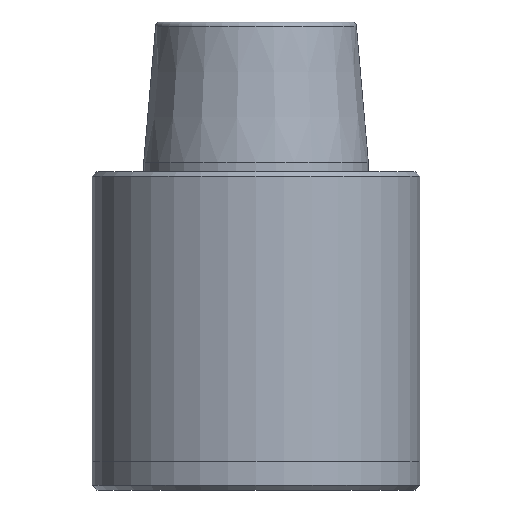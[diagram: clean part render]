
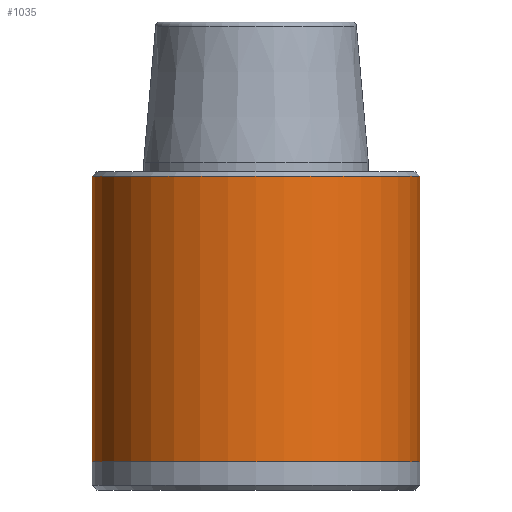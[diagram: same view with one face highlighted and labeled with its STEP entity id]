
A CAD part, front view. The second image highlights one B-rep face of the part: STEP entity #1035.
In plain terms, the highlighted cylindrical face has radius 17.5 mm (diameter 35 mm), a partial arc.
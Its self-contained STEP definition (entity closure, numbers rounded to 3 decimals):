
#80 = LINE ( 'NONE', #428, #810 ) ;
#119 = DIRECTION ( 'NONE',  ( 0., 0., 1. ) ) ;
#141 = ORIENTED_EDGE ( 'NONE', *, *, #1015, .F. ) ;
#144 = ORIENTED_EDGE ( 'NONE', *, *, #230, .T. ) ;
#206 = FACE_OUTER_BOUND ( 'NONE', #658, .T. ) ;
#230 = EDGE_CURVE ( 'NONE', #945, #577, #935, .T. ) ;
#407 = CARTESIAN_POINT ( 'NONE',  ( 0., 0., -35. ) ) ;
#428 = CARTESIAN_POINT ( 'NONE',  ( -17.5, 0., -35. ) ) ;
#487 = AXIS2_PLACEMENT_3D ( 'NONE', #407, #1188, #1060 ) ;
#495 = ORIENTED_EDGE ( 'NONE', *, *, #1020, .T. ) ;
#528 = DIRECTION ( 'NONE',  ( 0., 0., -1. ) ) ;
#534 = CARTESIAN_POINT ( 'NONE',  ( 0., 0., -1.5 ) ) ;
#552 = CARTESIAN_POINT ( 'NONE',  ( 17.5, 0., -32. ) ) ;
#577 = VERTEX_POINT ( 'NONE', #742 ) ;
#625 = ORIENTED_EDGE ( 'NONE', *, *, #1285, .T. ) ;
#658 = EDGE_LOOP ( 'NONE', ( #141, #625, #144, #495 ) ) ;
#687 = CYLINDRICAL_SURFACE ( 'NONE', #487, 17.5 ) ;
#694 = DIRECTION ( 'NONE',  ( 1., 0., 0. ) ) ;
#742 = CARTESIAN_POINT ( 'NONE',  ( 17.5, 0., -1.5 ) ) ;
#810 = VECTOR ( 'NONE', #1310, 1000. ) ;
#827 = CARTESIAN_POINT ( 'NONE',  ( 17.5, 0., -35. ) ) ;
#833 = CIRCLE ( 'NONE', #917, 17.5 ) ;
#844 = VERTEX_POINT ( 'NONE', #1079 ) ;
#869 = VECTOR ( 'NONE', #119, 1000. ) ;
#886 = CIRCLE ( 'NONE', #888, 17.5 ) ;
#888 = AXIS2_PLACEMENT_3D ( 'NONE', #534, #528, #1070 ) ;
#910 = DIRECTION ( 'NONE',  ( 0., 0., 1. ) ) ;
#917 = AXIS2_PLACEMENT_3D ( 'NONE', #1120, #910, #694 ) ;
#935 = LINE ( 'NONE', #827, #869 ) ;
#945 = VERTEX_POINT ( 'NONE', #552 ) ;
#1006 = CARTESIAN_POINT ( 'NONE',  ( -17.5, 0., -1.5 ) ) ;
#1015 = EDGE_CURVE ( 'NONE', #844, #1267, #80, .T. ) ;
#1020 = EDGE_CURVE ( 'NONE', #577, #1267, #886, .T. ) ;
#1035 = ADVANCED_FACE ( 'NONE', ( #206 ), #687, .T. ) ;
#1060 = DIRECTION ( 'NONE',  ( 1., 0., 0. ) ) ;
#1070 = DIRECTION ( 'NONE',  ( -1., 0., 0. ) ) ;
#1079 = CARTESIAN_POINT ( 'NONE',  ( -17.5, 0., -32. ) ) ;
#1120 = CARTESIAN_POINT ( 'NONE',  ( 0., 0., -32. ) ) ;
#1188 = DIRECTION ( 'NONE',  ( 0., 0., 1. ) ) ;
#1267 = VERTEX_POINT ( 'NONE', #1006 ) ;
#1285 = EDGE_CURVE ( 'NONE', #844, #945, #833, .T. ) ;
#1310 = DIRECTION ( 'NONE',  ( 0., 0., 1. ) ) ;
